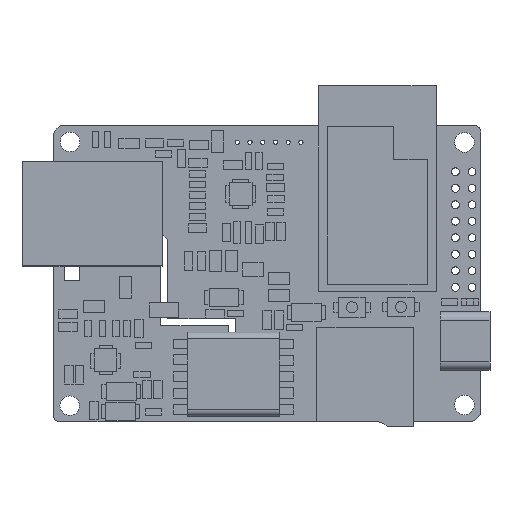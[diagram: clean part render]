
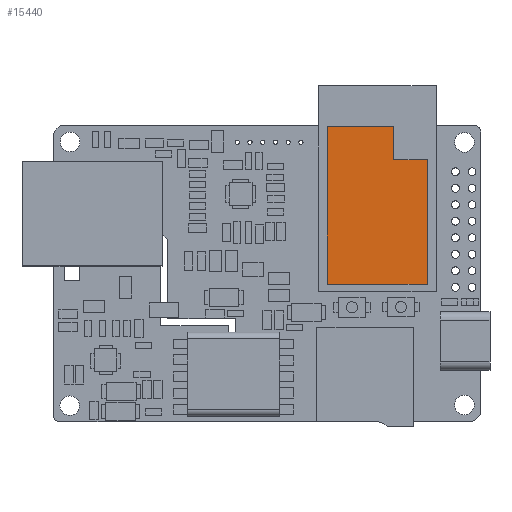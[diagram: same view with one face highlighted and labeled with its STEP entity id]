
A CAD part, top view. The second image highlights one B-rep face of the part: STEP entity #15440.
In plain terms, the highlighted planar face has unit normal (0, 0, 1).
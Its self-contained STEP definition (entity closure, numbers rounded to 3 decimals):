
#3475=DIRECTION('',(1.,0.,0.));
#3476=VECTOR('',#3475,15.24);
#3477=CARTESIAN_POINT('',(109.931,68.961,6.728));
#3478=LINE('',#3477,#3476);
#3479=DIRECTION('',(0.,-1.,0.));
#3480=VECTOR('',#3479,24.13);
#3481=CARTESIAN_POINT('',(109.931,93.091,6.728));
#3482=LINE('',#3481,#3480);
#3483=DIRECTION('',(-1.,0.,0.));
#3484=VECTOR('',#3483,10.16);
#3485=CARTESIAN_POINT('',(120.091,93.091,6.728));
#3486=LINE('',#3485,#3484);
#3487=DIRECTION('',(0.,1.,0.));
#3488=VECTOR('',#3487,5.08);
#3489=CARTESIAN_POINT('',(120.091,88.011,6.728));
#3490=LINE('',#3489,#3488);
#3491=DIRECTION('',(-1.,0.,0.));
#3492=VECTOR('',#3491,5.08);
#3493=CARTESIAN_POINT('',(125.171,88.011,6.728));
#3494=LINE('',#3493,#3492);
#3495=DIRECTION('',(0.,1.,0.));
#3496=VECTOR('',#3495,19.05);
#3497=CARTESIAN_POINT('',(125.171,68.961,6.728));
#3498=LINE('',#3497,#3496);
#13089=CARTESIAN_POINT('',(109.931,68.961,6.728));
#13090=CARTESIAN_POINT('',(125.171,68.961,6.728));
#13091=VERTEX_POINT('',#13089);
#13092=VERTEX_POINT('',#13090);
#13093=CARTESIAN_POINT('',(125.171,88.011,6.728));
#13094=VERTEX_POINT('',#13093);
#13095=CARTESIAN_POINT('',(120.091,88.011,6.728));
#13096=VERTEX_POINT('',#13095);
#13097=CARTESIAN_POINT('',(120.091,93.091,6.728));
#13098=VERTEX_POINT('',#13097);
#13099=CARTESIAN_POINT('',(109.931,93.091,6.728));
#13100=VERTEX_POINT('',#13099);
#15427=CARTESIAN_POINT('',(0.,0.,6.728));
#15428=DIRECTION('',(0.,0.,1.));
#15429=DIRECTION('',(1.,0.,0.));
#15430=AXIS2_PLACEMENT_3D('',#15427,#15428,#15429);
#15431=PLANE('',#15430);
#15432=ORIENTED_EDGE('',*,*,#15351,.F.);
#15433=ORIENTED_EDGE('',*,*,#15366,.F.);
#15434=ORIENTED_EDGE('',*,*,#15380,.F.);
#15435=ORIENTED_EDGE('',*,*,#15394,.F.);
#15436=ORIENTED_EDGE('',*,*,#15408,.F.);
#15437=ORIENTED_EDGE('',*,*,#15421,.F.);
#15438=EDGE_LOOP('',(#15432,#15433,#15434,#15435,#15436,#15437));
#15439=FACE_OUTER_BOUND('',#15438,.F.);
#15351=EDGE_CURVE('',#13091,#13092,#3478,.T.);
#15366=EDGE_CURVE('',#13100,#13091,#3482,.T.);
#15380=EDGE_CURVE('',#13098,#13100,#3486,.T.);
#15394=EDGE_CURVE('',#13096,#13098,#3490,.T.);
#15408=EDGE_CURVE('',#13094,#13096,#3494,.T.);
#15421=EDGE_CURVE('',#13092,#13094,#3498,.T.);
#15440=ADVANCED_FACE('',(#15439),#15431,.T.);
